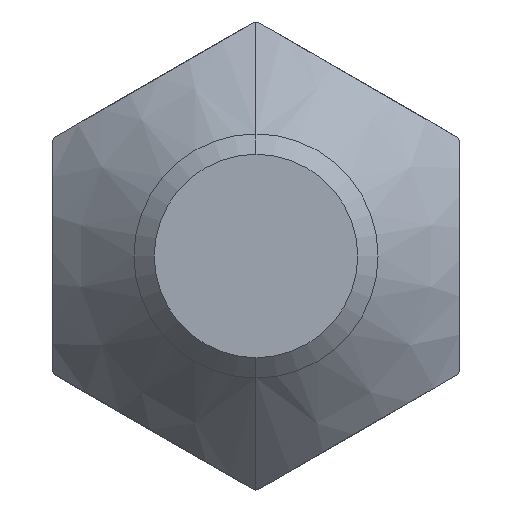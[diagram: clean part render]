
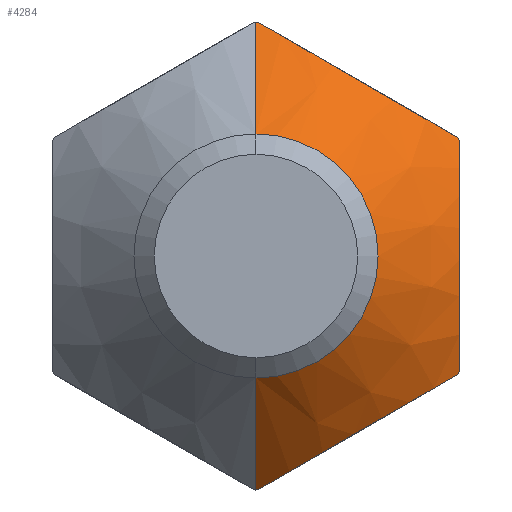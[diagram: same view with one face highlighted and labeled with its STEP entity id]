
A CAD part, front view. The second image highlights one B-rep face of the part: STEP entity #4284.
In plain terms, the highlighted conical face has half-angle 45 degrees and reference radius 5.75 mm.
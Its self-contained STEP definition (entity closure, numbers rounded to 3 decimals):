
#65 = CARTESIAN_POINT ( 'NONE',  ( 5., -87.656, -1.941 ) ) ;
#112 = CARTESIAN_POINT ( 'NONE',  ( 5., -87.98, -0.509 ) ) ;
#143 = AXIS2_PLACEMENT_3D ( 'NONE', #4795, #873, #1653 ) ;
#197 = CARTESIAN_POINT ( 'NONE',  ( 4.181, -87.656, 3.36 ) ) ;
#210 = CARTESIAN_POINT ( 'NONE',  ( 0.428, -87.471, 5.526 ) ) ;
#241 = EDGE_CURVE ( 'NONE', #1489, #4552, #1420, .T. ) ;
#266 = CARTESIAN_POINT ( 'NONE',  ( 0.041, -87.25, -5.75 ) ) ;
#330 = CARTESIAN_POINT ( 'NONE',  ( 0., -87.25, 0. ) ) ;
#343 = DIRECTION ( 'NONE',  ( 0., 0., 1. ) ) ;
#350 = AXIS2_PLACEMENT_3D ( 'NONE', #3115, #4379, #343 ) ;
#381 = B_SPLINE_CURVE_WITH_KNOTS ( 'NONE', 3,
 ( #973, #600, #197, #3743, #1374, #4214, #1012, #548, #4157, #2179, #210, #1349 ),
 .UNSPECIFIED., .F., .F.,
 ( 4, 2, 2, 2, 2, 4 ),
 ( 0., 0.001, 0.002, 0.003, 0.004, 0.006 ),
 .UNSPECIFIED. ) ;
#399 = DIRECTION ( 'NONE',  ( 0., 0.707, 0.707 ) ) ;
#517 = CARTESIAN_POINT ( 'NONE',  ( 5., -87.907, -0.997 ) ) ;
#548 = CARTESIAN_POINT ( 'NONE',  ( 2.08, -88.001, 4.573 ) ) ;
#579 = CIRCLE ( 'NONE', #2194, 5.75 ) ;
#600 = CARTESIAN_POINT ( 'NONE',  ( 4.574, -87.469, 3.133 ) ) ;
#686 = VECTOR ( 'NONE', #3434, 1000. ) ;
#711 = DIRECTION ( 'NONE',  ( 0., -1., 0. ) ) ;
#774 = CARTESIAN_POINT ( 'NONE',  ( 0., -87.25, 5.75 ) ) ;
#781 = VERTEX_POINT ( 'NONE', #4906 ) ;
#873 = DIRECTION ( 'NONE',  ( 0., 1., 0. ) ) ;
#874 = CARTESIAN_POINT ( 'NONE',  ( 5., -88.001, 0.485 ) ) ;
#886 = CARTESIAN_POINT ( 'NONE',  ( 5., -87.66, 1.932 ) ) ;
#909 = CARTESIAN_POINT ( 'NONE',  ( 0., -90., 3. ) ) ;
#961 = CARTESIAN_POINT ( 'NONE',  ( 0.041, -87.25, -5.75 ) ) ;
#973 = CARTESIAN_POINT ( 'NONE',  ( 4.959, -87.25, 2.91 ) ) ;
#1012 = CARTESIAN_POINT ( 'NONE',  ( 2.723, -87.999, 4.201 ) ) ;
#1026 = AXIS2_PLACEMENT_3D ( 'NONE', #330, #711, #1542 ) ;
#1035 = CARTESIAN_POINT ( 'NONE',  ( 4.173, -87.66, -3.364 ) ) ;
#1044 = CARTESIAN_POINT ( 'NONE',  ( 4.959, -87.25, 2.91 ) ) ;
#1126 = CARTESIAN_POINT ( 'NONE',  ( 0., -87.25, 0. ) ) ;
#1184 = DIRECTION ( 'NONE',  ( 0., 0., 1. ) ) ;
#1249 = ORIENTED_EDGE ( 'NONE', *, *, #3827, .T. ) ;
#1299 = CARTESIAN_POINT ( 'NONE',  ( 4.959, -87.25, -2.91 ) ) ;
#1346 = VERTEX_POINT ( 'NONE', #1299 ) ;
#1349 = CARTESIAN_POINT ( 'NONE',  ( 0.041, -87.25, 5.75 ) ) ;
#1374 = CARTESIAN_POINT ( 'NONE',  ( 3.363, -87.907, 3.832 ) ) ;
#1420 = LINE ( 'NONE', #774, #4559 ) ;
#1436 = ORIENTED_EDGE ( 'NONE', *, *, #2760, .F. ) ;
#1489 = VERTEX_POINT ( 'NONE', #909 ) ;
#1509 = DIRECTION ( 'NONE',  ( 0., 1., 0. ) ) ;
#1542 = DIRECTION ( 'NONE',  ( 0., 0., -1. ) ) ;
#1579 = DIRECTION ( 'NONE',  ( 0., -1., 0. ) ) ;
#1629 = CONICAL_SURFACE ( 'NONE', #350, 5.75, 0.785 ) ;
#1653 = DIRECTION ( 'NONE',  ( 0., 0., -1. ) ) ;
#1705 = CARTESIAN_POINT ( 'NONE',  ( 5., -87.469, -2.395 ) ) ;
#1740 = CARTESIAN_POINT ( 'NONE',  ( 0.041, -87.25, 5.75 ) ) ;
#1751 = FACE_OUTER_BOUND ( 'NONE', #4359, .T. ) ;
#1828 = AXIS2_PLACEMENT_3D ( 'NONE', #1126, #1579, #1967 ) ;
#1842 = DIRECTION ( 'NONE',  ( 0., 0., 1. ) ) ;
#1885 = VERTEX_POINT ( 'NONE', #1740 ) ;
#1967 = DIRECTION ( 'NONE',  ( 0., 0., -1. ) ) ;
#1980 = VERTEX_POINT ( 'NONE', #1044 ) ;
#2097 = CARTESIAN_POINT ( 'NONE',  ( 0., -87.25, 5.75 ) ) ;
#2115 = CARTESIAN_POINT ( 'NONE',  ( 5., -87.25, -2.839 ) ) ;
#2131 = CARTESIAN_POINT ( 'NONE',  ( 5., -87.25, 2.839 ) ) ;
#2179 = CARTESIAN_POINT ( 'NONE',  ( 0.827, -87.66, 5.296 ) ) ;
#2194 = AXIS2_PLACEMENT_3D ( 'NONE', #5203, #3965, #1184 ) ;
#2251 = CARTESIAN_POINT ( 'NONE',  ( 2.059, -87.98, -4.584 ) ) ;
#2275 = VERTEX_POINT ( 'NONE', #5197 ) ;
#2387 = CIRCLE ( 'NONE', #2690, 5.75 ) ;
#2623 = CARTESIAN_POINT ( 'NONE',  ( 1.43, -87.855, -4.948 ) ) ;
#2638 = CARTESIAN_POINT ( 'NONE',  ( 4.959, -87.25, -2.91 ) ) ;
#2690 = AXIS2_PLACEMENT_3D ( 'NONE', #3901, #1509, #1842 ) ;
#2760 = EDGE_CURVE ( 'NONE', #1980, #781, #579, .T. ) ;
#2771 = ORIENTED_EDGE ( 'NONE', *, *, #4789, .T. ) ;
#2790 = ORIENTED_EDGE ( 'NONE', *, *, #3771, .T. ) ;
#2814 = EDGE_CURVE ( 'NONE', #1489, #3854, #3068, .T. ) ;
#2901 = CARTESIAN_POINT ( 'NONE',  ( 5., -87.999, -0.258 ) ) ;
#3004 = ORIENTED_EDGE ( 'NONE', *, *, #3425, .T. ) ;
#3048 = CARTESIAN_POINT ( 'NONE',  ( 2.277, -87.999, -4.459 ) ) ;
#3065 = CARTESIAN_POINT ( 'NONE',  ( 0.819, -87.656, -5.301 ) ) ;
#3068 = CIRCLE ( 'NONE', #143, 3. ) ;
#3108 = EDGE_CURVE ( 'NONE', #3523, #1346, #3181, .T. ) ;
#3115 = CARTESIAN_POINT ( 'NONE',  ( 0., -87.25, 0. ) ) ;
#3181 = B_SPLINE_CURVE_WITH_KNOTS ( 'NONE', 3,
 ( #266, #3838, #3065, #2623, #3460, #2251, #3048, #3414, #5047, #1035, #3823, #2638 ),
 .UNSPECIFIED., .F., .F.,
 ( 4, 2, 2, 2, 2, 4 ),
 ( 0., 0.001, 0.002, 0.003, 0.004, 0.006 ),
 .UNSPECIFIED. ) ;
#3259 = CARTESIAN_POINT ( 'NONE',  ( 5., -87.855, -1.236 ) ) ;
#3281 = CARTESIAN_POINT ( 'NONE',  ( 5., -87.471, 2.393 ) ) ;
#3414 = CARTESIAN_POINT ( 'NONE',  ( 2.92, -88.001, -4.088 ) ) ;
#3425 = EDGE_CURVE ( 'NONE', #2275, #781, #4852, .T. ) ;
#3434 = DIRECTION ( 'NONE',  ( 0., 0.707, -0.707 ) ) ;
#3445 = ORIENTED_EDGE ( 'NONE', *, *, #4237, .T. ) ;
#3460 = CARTESIAN_POINT ( 'NONE',  ( 1.637, -87.907, -4.828 ) ) ;
#3523 = VERTEX_POINT ( 'NONE', #961 ) ;
#3553 = CIRCLE ( 'NONE', #1828, 5.75 ) ;
#3650 = EDGE_CURVE ( 'NONE', #3523, #3853, #2387, .T. ) ;
#3688 = CIRCLE ( 'NONE', #1026, 5.75 ) ;
#3743 = CARTESIAN_POINT ( 'NONE',  ( 3.57, -87.855, 3.712 ) ) ;
#3771 = EDGE_CURVE ( 'NONE', #1346, #2275, #3688, .T. ) ;
#3823 = CARTESIAN_POINT ( 'NONE',  ( 4.572, -87.471, -3.134 ) ) ;
#3827 = EDGE_CURVE ( 'NONE', #1885, #4552, #3553, .T. ) ;
#3838 = CARTESIAN_POINT ( 'NONE',  ( 0.426, -87.469, -5.528 ) ) ;
#3853 = VERTEX_POINT ( 'NONE', #4404 ) ;
#3854 = VERTEX_POINT ( 'NONE', #4773 ) ;
#3901 = CARTESIAN_POINT ( 'NONE',  ( 0., -87.25, 0. ) ) ;
#3965 = DIRECTION ( 'NONE',  ( 0., 1., 0. ) ) ;
#4016 = ORIENTED_EDGE ( 'NONE', *, *, #2814, .T. ) ;
#4157 = CARTESIAN_POINT ( 'NONE',  ( 1.658, -87.927, 4.816 ) ) ;
#4214 = CARTESIAN_POINT ( 'NONE',  ( 2.941, -87.98, 4.076 ) ) ;
#4237 = EDGE_CURVE ( 'NONE', #3854, #3853, #4322, .T. ) ;
#4277 = CARTESIAN_POINT ( 'NONE',  ( 0., -87.25, -5.75 ) ) ;
#4284 = ADVANCED_FACE ( 'NONE', ( #1751 ), #1629, .T. ) ;
#4322 = LINE ( 'NONE', #4277, #686 ) ;
#4354 = ORIENTED_EDGE ( 'NONE', *, *, #3108, .T. ) ;
#4359 = EDGE_LOOP ( 'NONE', ( #4016, #3445, #4748, #4354, #2790, #3004, #1436, #2771, #1249, #4750 ) ) ;
#4379 = DIRECTION ( 'NONE',  ( 0., 1., 0. ) ) ;
#4404 = CARTESIAN_POINT ( 'NONE',  ( 0., -87.25, -5.75 ) ) ;
#4552 = VERTEX_POINT ( 'NONE', #2097 ) ;
#4559 = VECTOR ( 'NONE', #399, 1000. ) ;
#4748 = ORIENTED_EDGE ( 'NONE', *, *, #3650, .F. ) ;
#4750 = ORIENTED_EDGE ( 'NONE', *, *, #241, .F. ) ;
#4773 = CARTESIAN_POINT ( 'NONE',  ( 0., -90., -3. ) ) ;
#4789 = EDGE_CURVE ( 'NONE', #1980, #1885, #381, .T. ) ;
#4795 = CARTESIAN_POINT ( 'NONE',  ( 0., -90., 0. ) ) ;
#4852 = B_SPLINE_CURVE_WITH_KNOTS ( 'NONE', 3,
 ( #2115, #1705, #65, #3259, #517, #112, #2901, #874, #4890, #886, #3281, #2131 ),
 .UNSPECIFIED., .F., .F.,
 ( 4, 2, 2, 2, 2, 4 ),
 ( 0., 0.001, 0.002, 0.003, 0.004, 0.006 ),
 .UNSPECIFIED. ) ;
#4890 = CARTESIAN_POINT ( 'NONE',  ( 5., -87.927, 0.972 ) ) ;
#4906 = CARTESIAN_POINT ( 'NONE',  ( 5., -87.25, 2.839 ) ) ;
#5047 = CARTESIAN_POINT ( 'NONE',  ( 3.342, -87.927, -3.844 ) ) ;
#5197 = CARTESIAN_POINT ( 'NONE',  ( 5., -87.25, -2.839 ) ) ;
#5203 = CARTESIAN_POINT ( 'NONE',  ( 0., -87.25, 0. ) ) ;
